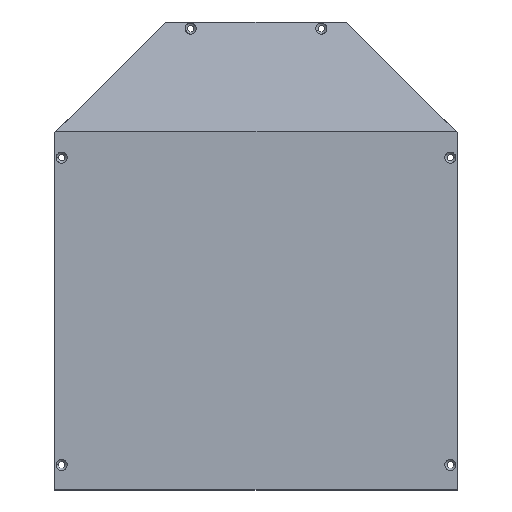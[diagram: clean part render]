
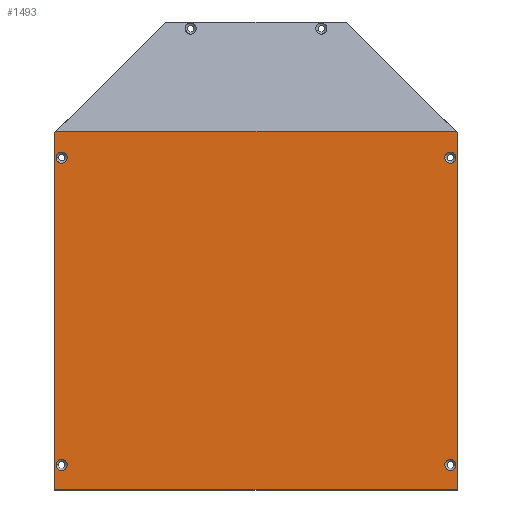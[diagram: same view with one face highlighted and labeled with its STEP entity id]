
A CAD part, top view. The second image highlights one B-rep face of the part: STEP entity #1493.
In plain terms, the highlighted planar face has unit normal (0, 0, 1).
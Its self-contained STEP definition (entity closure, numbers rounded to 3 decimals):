
#257=CARTESIAN_POINT('Vertex',(179.541,160.462,3.)) ;
#260=CARTESIAN_POINT('Line Origine',(179.77,160.232,3.)) ;
#264=CARTESIAN_POINT('Vertex',(180.,160.003,3.)) ;
#380=CARTESIAN_POINT('Line Origine',(180.,80.001,3.)) ;
#384=CARTESIAN_POINT('Vertex',(180.,0.,3.)) ;
#412=CARTESIAN_POINT('Line Origine',(90.,0.,3.)) ;
#416=CARTESIAN_POINT('Vertex',(0.,0.,3.)) ;
#447=CARTESIAN_POINT('Vertex',(0.,160.003,3.)) ;
#455=CARTESIAN_POINT('Line Origine',(0.,80.001,3.)) ;
#565=CARTESIAN_POINT('Vertex',(0.459,160.462,3.)) ;
#568=CARTESIAN_POINT('Line Origine',(0.23,160.232,3.)) ;
#956=CARTESIAN_POINT('Line Origine',(90.,160.462,3.)) ;
#1186=CARTESIAN_POINT('Vertex',(5.5,148.76,3.)) ;
#1193=CARTESIAN_POINT('Vertex',(0.5,148.76,3.)) ;
#1196=CARTESIAN_POINT('Axis2P3D Location',(3.,148.76,3.)) ;
#1213=CARTESIAN_POINT('Axis2P3D Location',(3.,148.76,3.)) ;
#1277=CARTESIAN_POINT('Vertex',(174.5,148.76,3.)) ;
#1284=CARTESIAN_POINT('Vertex',(179.5,148.76,3.)) ;
#1287=CARTESIAN_POINT('Axis2P3D Location',(177.,148.76,3.)) ;
#1304=CARTESIAN_POINT('Axis2P3D Location',(177.,148.76,3.)) ;
#1368=CARTESIAN_POINT('Vertex',(0.5,11.24,3.)) ;
#1375=CARTESIAN_POINT('Vertex',(5.5,11.24,3.)) ;
#1378=CARTESIAN_POINT('Axis2P3D Location',(3.,11.24,3.)) ;
#1395=CARTESIAN_POINT('Axis2P3D Location',(3.,11.24,3.)) ;
#1450=CARTESIAN_POINT('Axis2P3D Location',(0.,0.,3.)) ;
#1463=CARTESIAN_POINT('Axis2P3D Location',(177.,11.24,3.)) ;
#1467=CARTESIAN_POINT('Vertex',(174.5,11.24,3.)) ;
#1469=CARTESIAN_POINT('Vertex',(179.5,11.24,3.)) ;
#1472=CARTESIAN_POINT('Axis2P3D Location',(177.,11.24,3.)) ;
#261=DIRECTION('Vector Direction',(0.707,-0.707,0.)) ;
#381=DIRECTION('Vector Direction',(0.,1.,0.)) ;
#413=DIRECTION('Vector Direction',(1.,0.,0.)) ;
#456=DIRECTION('Vector Direction',(0.,1.,0.)) ;
#569=DIRECTION('Vector Direction',(0.707,0.707,0.)) ;
#957=DIRECTION('Vector Direction',(1.,0.,0.)) ;
#1197=DIRECTION('Axis2P3D Direction',(0.,0.,-1.)) ;
#1214=DIRECTION('Axis2P3D Direction',(-0.,0.,-1.)) ;
#1288=DIRECTION('Axis2P3D Direction',(0.,-0.,-1.)) ;
#1305=DIRECTION('Axis2P3D Direction',(0.,0.,-1.)) ;
#1379=DIRECTION('Axis2P3D Direction',(-0.,-0.,-1.)) ;
#1396=DIRECTION('Axis2P3D Direction',(0.,0.,-1.)) ;
#1451=DIRECTION('Axis2P3D Direction',(0.,0.,-1.)) ;
#1452=DIRECTION('Axis2P3D XDirection',(0.,1.,0.)) ;
#1464=DIRECTION('Axis2P3D Direction',(0.,0.,-1.)) ;
#1473=DIRECTION('Axis2P3D Direction',(0.,0.,-1.)) ;
#1198=AXIS2_PLACEMENT_3D('Circle Axis2P3D',#1196,#1197,$) ;
#1215=AXIS2_PLACEMENT_3D('Circle Axis2P3D',#1213,#1214,$) ;
#1289=AXIS2_PLACEMENT_3D('Circle Axis2P3D',#1287,#1288,$) ;
#1306=AXIS2_PLACEMENT_3D('Circle Axis2P3D',#1304,#1305,$) ;
#1380=AXIS2_PLACEMENT_3D('Circle Axis2P3D',#1378,#1379,$) ;
#1397=AXIS2_PLACEMENT_3D('Circle Axis2P3D',#1395,#1396,$) ;
#1453=AXIS2_PLACEMENT_3D('Plane Axis2P3D',#1450,#1451,#1452) ;
#1465=AXIS2_PLACEMENT_3D('Circle Axis2P3D',#1463,#1464,$) ;
#1474=AXIS2_PLACEMENT_3D('Circle Axis2P3D',#1472,#1473,$) ;
#1456=ORIENTED_EDGE('',*,*,#459,.T.) ;
#1457=ORIENTED_EDGE('',*,*,#418,.T.) ;
#1458=ORIENTED_EDGE('',*,*,#386,.F.) ;
#1459=ORIENTED_EDGE('',*,*,#266,.F.) ;
#1460=ORIENTED_EDGE('',*,*,#960,.F.) ;
#1461=ORIENTED_EDGE('',*,*,#572,.F.) ;
#1478=ORIENTED_EDGE('',*,*,#1471,.T.) ;
#1479=ORIENTED_EDGE('',*,*,#1476,.T.) ;
#1482=ORIENTED_EDGE('',*,*,#1382,.T.) ;
#1483=ORIENTED_EDGE('',*,*,#1399,.T.) ;
#1486=ORIENTED_EDGE('',*,*,#1291,.T.) ;
#1487=ORIENTED_EDGE('',*,*,#1308,.T.) ;
#1490=ORIENTED_EDGE('',*,*,#1200,.T.) ;
#1491=ORIENTED_EDGE('',*,*,#1217,.T.) ;
#1480=FACE_BOUND('',#1477,.T.) ;
#1484=FACE_BOUND('',#1481,.T.) ;
#1488=FACE_BOUND('',#1485,.T.) ;
#1492=FACE_BOUND('',#1489,.T.) ;
#262=VECTOR('Line Direction',#261,1.) ;
#382=VECTOR('Line Direction',#381,1.) ;
#414=VECTOR('Line Direction',#413,1.) ;
#457=VECTOR('Line Direction',#456,1.) ;
#570=VECTOR('Line Direction',#569,1.) ;
#958=VECTOR('Line Direction',#957,1.) ;
#1493=ADVANCED_FACE('PartBody',(#1462,#1480,#1484,#1488,#1492),#1454,.F.) ;
#1199=CIRCLE('generated circle',#1198,2.5) ;
#1216=CIRCLE('generated circle',#1215,2.5) ;
#1290=CIRCLE('generated circle',#1289,2.5) ;
#1307=CIRCLE('generated circle',#1306,2.5) ;
#1381=CIRCLE('generated circle',#1380,2.5) ;
#1398=CIRCLE('generated circle',#1397,2.5) ;
#1466=CIRCLE('generated circle',#1465,2.5) ;
#1475=CIRCLE('generated circle',#1474,2.5) ;
#266=EDGE_CURVE('',#258,#265,#263,.T.) ;
#386=EDGE_CURVE('',#265,#385,#383,.F.) ;
#418=EDGE_CURVE('',#417,#385,#415,.T.) ;
#459=EDGE_CURVE('',#448,#417,#458,.F.) ;
#572=EDGE_CURVE('',#448,#566,#571,.T.) ;
#960=EDGE_CURVE('',#566,#258,#959,.T.) ;
#1200=EDGE_CURVE('',#1187,#1194,#1199,.T.) ;
#1217=EDGE_CURVE('',#1194,#1187,#1216,.T.) ;
#1291=EDGE_CURVE('',#1278,#1285,#1290,.T.) ;
#1308=EDGE_CURVE('',#1285,#1278,#1307,.T.) ;
#1382=EDGE_CURVE('',#1369,#1376,#1381,.T.) ;
#1399=EDGE_CURVE('',#1376,#1369,#1398,.T.) ;
#1471=EDGE_CURVE('',#1468,#1470,#1466,.T.) ;
#1476=EDGE_CURVE('',#1470,#1468,#1475,.T.) ;
#1455=EDGE_LOOP('',(#1456,#1457,#1458,#1459,#1460,#1461)) ;
#1477=EDGE_LOOP('',(#1478,#1479)) ;
#1481=EDGE_LOOP('',(#1482,#1483)) ;
#1485=EDGE_LOOP('',(#1486,#1487)) ;
#1489=EDGE_LOOP('',(#1490,#1491)) ;
#1462=FACE_OUTER_BOUND('',#1455,.T.) ;
#263=LINE('Line',#260,#262) ;
#383=LINE('Line',#380,#382) ;
#415=LINE('Line',#412,#414) ;
#458=LINE('Line',#455,#457) ;
#571=LINE('Line',#568,#570) ;
#959=LINE('Line',#956,#958) ;
#1454=PLANE('',#1453) ;
#258=VERTEX_POINT('',#257) ;
#265=VERTEX_POINT('',#264) ;
#385=VERTEX_POINT('',#384) ;
#417=VERTEX_POINT('',#416) ;
#448=VERTEX_POINT('',#447) ;
#566=VERTEX_POINT('',#565) ;
#1187=VERTEX_POINT('',#1186) ;
#1194=VERTEX_POINT('',#1193) ;
#1278=VERTEX_POINT('',#1277) ;
#1285=VERTEX_POINT('',#1284) ;
#1369=VERTEX_POINT('',#1368) ;
#1376=VERTEX_POINT('',#1375) ;
#1468=VERTEX_POINT('',#1467) ;
#1470=VERTEX_POINT('',#1469) ;
